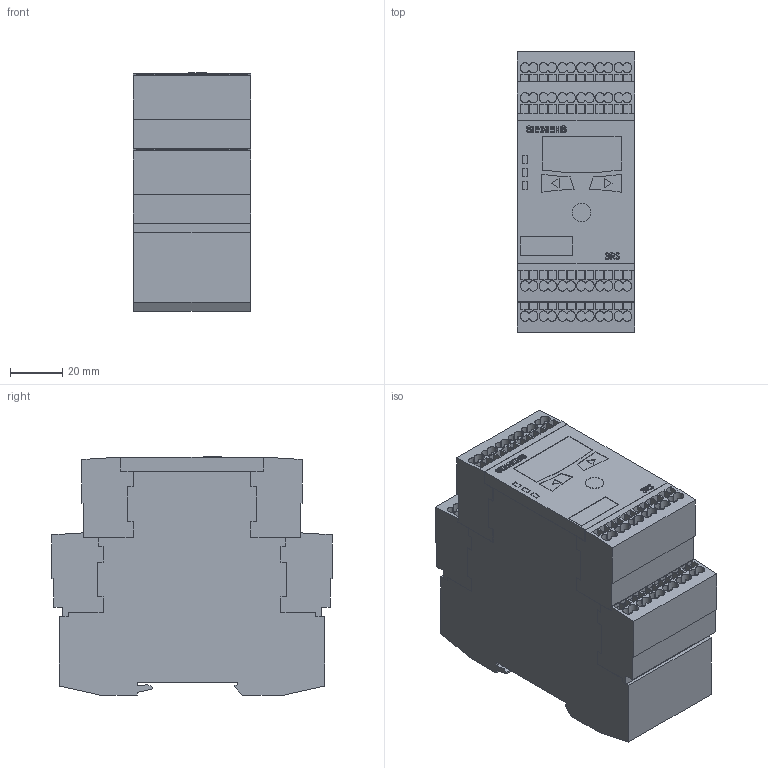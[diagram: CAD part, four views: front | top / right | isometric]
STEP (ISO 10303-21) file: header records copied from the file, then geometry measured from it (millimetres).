
FILE_DESCRIPTION (( 'STEP AP214' ), '1' );
FILE_NAME ('3RS_CC_4Anschl.STEP', '2006-11-30T11:06:28', ( 'Günter Reindl' ), ( 'Siemens and Partners' ), 'SwSTEP 2.0', 'SolidWorks 2007', '' );
FILE_SCHEMA (( 'AUTOMOTIVE_DESIGN' ));
Length unit declared in the file: millimetre
Products named in the file (1): 3RS_CC_4Anschl
Bounding box: 45 x 107.6 x 91.5 mm (x, y, z)
Volume: 384309.3 mm3; surface area: 41699.6 mm2
Topology: 1 solids, 3 shells, 754 faces, 1977 edges, 1298 vertices
Faces by surface type: plane 539, bspline 208, cylinder 7
Entity records: 40304 total; most frequent: CARTESIAN_POINT 16258, ORIENTED_EDGE 3954, DIRECTION 2669, EDGE_CURVE 1977, VECTOR 1547, LINE 1547, VERTEX_POINT 1298, EDGE_LOOP 823
